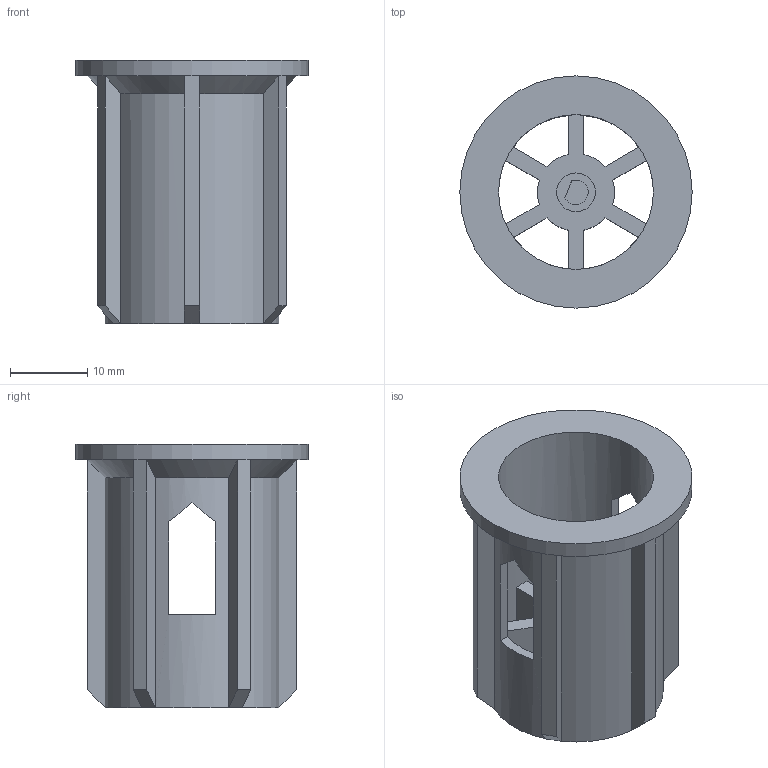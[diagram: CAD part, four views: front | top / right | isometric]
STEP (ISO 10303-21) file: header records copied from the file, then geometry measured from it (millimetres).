
FILE_DESCRIPTION(/* description */ (''),/* implementation_level */ '2;1');
FILE_NAME(/* name */ 'Hub v21.step',/* time_stamp */ '2024-09-21T11:22:43+02:00',/* author */ (''),/* organization */ (''),/* preprocessor_version */ 'ST-DEVELOPER v20',/* originating_system */ 'Autodesk Translation Framework v13.20.0.188',/* authorisation */ '');
FILE_SCHEMA (('AUTOMOTIVE_DESIGN { 1 0 10303 214 3 1 1 }'));
Length unit declared in the file: millimetre
Products named in the file (1): Hub
Bounding box: 30 x 30 x 34 mm (x, y, z)
Volume: 5846.5 mm3; surface area: 7062.5 mm2
Topology: 1 solids, 1 shells, 75 faces, 227 edges, 151 vertices
Faces by surface type: plane 53, cylinder 16, cone 6
Full cylindrical faces by diameter (mm): 5 x1, 20 x1, 30 x1
Entity records: 2628 total; most frequent: CARTESIAN_POINT 478, ORIENTED_EDGE 454, DIRECTION 442, EDGE_CURVE 227, VERTEX_POINT 151, AXIS2_PLACEMENT_3D 151, LINE 140, VECTOR 140
